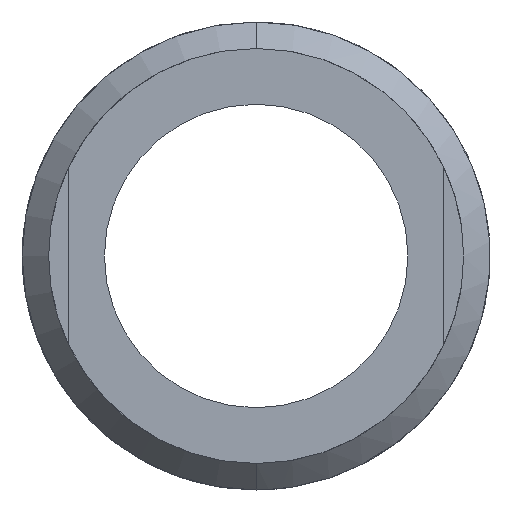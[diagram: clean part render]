
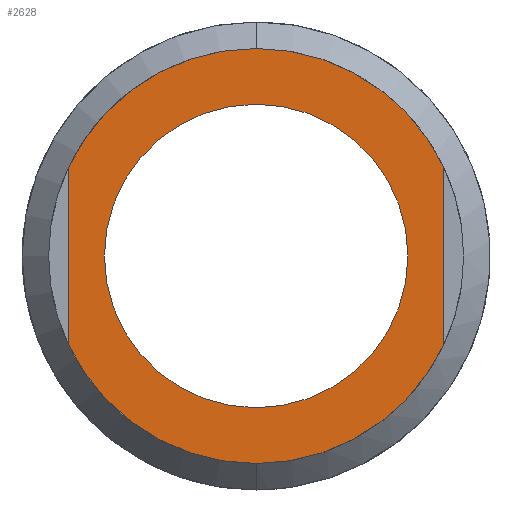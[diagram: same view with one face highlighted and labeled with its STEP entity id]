
A CAD part, left-side view. The second image highlights one B-rep face of the part: STEP entity #2628.
In plain terms, the highlighted planar face has unit normal (-1, 0, 0).
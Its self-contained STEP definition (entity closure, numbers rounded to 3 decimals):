
#30 = CIRCLE ( 'NONE', #2601, 18.8 ) ;
#31 = ORIENTED_EDGE ( 'NONE', *, *, #1727, .T. ) ;
#32 = VERTEX_POINT ( 'NONE', #354 ) ;
#53 = EDGE_CURVE ( 'NONE', #32, #887, #30, .T. ) ;
#80 = FACE_OUTER_BOUND ( 'NONE', #1768, .T. ) ;
#121 = DIRECTION ( 'NONE',  ( -1., 0., 0. ) ) ;
#139 = AXIS2_PLACEMENT_3D ( 'NONE', #331, #121, #2499 ) ;
#187 = DIRECTION ( 'NONE',  ( -1., 0., 0. ) ) ;
#192 = EDGE_CURVE ( 'NONE', #2479, #399, #522, .T. ) ;
#278 = CARTESIAN_POINT ( 'NONE',  ( -24., 0., 18.8 ) ) ;
#331 = CARTESIAN_POINT ( 'NONE',  ( -24., 0., 0. ) ) ;
#338 = CARTESIAN_POINT ( 'NONE',  ( -24., 0., 0. ) ) ;
#354 = CARTESIAN_POINT ( 'NONE',  ( -24., 17., -8.027 ) ) ;
#382 = CARTESIAN_POINT ( 'NONE',  ( -24., 0., 0. ) ) ;
#399 = VERTEX_POINT ( 'NONE', #278 ) ;
#452 = ORIENTED_EDGE ( 'NONE', *, *, #2045, .F. ) ;
#490 = ORIENTED_EDGE ( 'NONE', *, *, #2691, .T. ) ;
#522 = CIRCLE ( 'NONE', #1028, 18.8 ) ;
#548 = DIRECTION ( 'NONE',  ( 0., 0., 1. ) ) ;
#564 = ORIENTED_EDGE ( 'NONE', *, *, #1456, .T. ) ;
#688 = DIRECTION ( 'NONE',  ( 0., 0., 1. ) ) ;
#734 = CARTESIAN_POINT ( 'NONE',  ( -24., 0., 0. ) ) ;
#783 = CARTESIAN_POINT ( 'NONE',  ( -24., 17., -17.396 ) ) ;
#797 = DIRECTION ( 'NONE',  ( 0., 0., 1. ) ) ;
#843 = CARTESIAN_POINT ( 'NONE',  ( -24., 0., 13.75 ) ) ;
#856 = CARTESIAN_POINT ( 'NONE',  ( -24., -17., -17.396 ) ) ;
#887 = VERTEX_POINT ( 'NONE', #2487 ) ;
#910 = ORIENTED_EDGE ( 'NONE', *, *, #2136, .F. ) ;
#976 = PLANE ( 'NONE',  #1140 ) ;
#982 = DIRECTION ( 'NONE',  ( 0., 0., 1. ) ) ;
#992 = CARTESIAN_POINT ( 'NONE',  ( -24., 17., 8.027 ) ) ;
#1015 = AXIS2_PLACEMENT_3D ( 'NONE', #734, #1564, #688 ) ;
#1028 = AXIS2_PLACEMENT_3D ( 'NONE', #2100, #187, #1513 ) ;
#1140 = AXIS2_PLACEMENT_3D ( 'NONE', #1635, #1858, #2707 ) ;
#1152 = CIRCLE ( 'NONE', #1511, 13.75 ) ;
#1227 = DIRECTION ( 'NONE',  ( -1., 0., 0. ) ) ;
#1251 = CIRCLE ( 'NONE', #1015, 18.8 ) ;
#1300 = VECTOR ( 'NONE', #982, 1000. ) ;
#1374 = CIRCLE ( 'NONE', #139, 18.8 ) ;
#1386 = AXIS2_PLACEMENT_3D ( 'NONE', #338, #1455, #1414 ) ;
#1414 = DIRECTION ( 'NONE',  ( 0., 0., 1. ) ) ;
#1430 = DIRECTION ( 'NONE',  ( 0., 0., 1. ) ) ;
#1455 = DIRECTION ( 'NONE',  ( -1., 0., 0. ) ) ;
#1456 = EDGE_CURVE ( 'NONE', #887, #1580, #1251, .T. ) ;
#1511 = AXIS2_PLACEMENT_3D ( 'NONE', #382, #1227, #797 ) ;
#1513 = DIRECTION ( 'NONE',  ( 0., 0., 1. ) ) ;
#1564 = DIRECTION ( 'NONE',  ( -1., 0., 0. ) ) ;
#1580 = VERTEX_POINT ( 'NONE', #1593 ) ;
#1593 = CARTESIAN_POINT ( 'NONE',  ( -24., -17., -8.027 ) ) ;
#1635 = CARTESIAN_POINT ( 'NONE',  ( -24., 13.75, 0. ) ) ;
#1659 = CIRCLE ( 'NONE', #1386, 13.75 ) ;
#1715 = CARTESIAN_POINT ( 'NONE',  ( -24., -17., 8.027 ) ) ;
#1727 = EDGE_CURVE ( 'NONE', #1580, #2479, #2789, .T. ) ;
#1756 = ORIENTED_EDGE ( 'NONE', *, *, #2118, .F. ) ;
#1768 = EDGE_LOOP ( 'NONE', ( #31, #2309, #490, #452, #1907, #564 ) ) ;
#1792 = VERTEX_POINT ( 'NONE', #992 ) ;
#1849 = LINE ( 'NONE', #783, #1300 ) ;
#1858 = DIRECTION ( 'NONE',  ( 1., 0., 0. ) ) ;
#1872 = CARTESIAN_POINT ( 'NONE',  ( -24., 0., -13.75 ) ) ;
#1892 = VERTEX_POINT ( 'NONE', #1872 ) ;
#1907 = ORIENTED_EDGE ( 'NONE', *, *, #53, .T. ) ;
#2015 = VECTOR ( 'NONE', #548, 1000. ) ;
#2045 = EDGE_CURVE ( 'NONE', #32, #1792, #1849, .T. ) ;
#2100 = CARTESIAN_POINT ( 'NONE',  ( -24., 0., 0. ) ) ;
#2118 = EDGE_CURVE ( 'NONE', #2449, #1892, #1659, .T. ) ;
#2136 = EDGE_CURVE ( 'NONE', #1892, #2449, #1152, .T. ) ;
#2252 = FACE_BOUND ( 'NONE', #2614, .T. ) ;
#2270 = DIRECTION ( 'NONE',  ( -1., 0., 0. ) ) ;
#2309 = ORIENTED_EDGE ( 'NONE', *, *, #192, .T. ) ;
#2449 = VERTEX_POINT ( 'NONE', #843 ) ;
#2479 = VERTEX_POINT ( 'NONE', #1715 ) ;
#2487 = CARTESIAN_POINT ( 'NONE',  ( -24., 0., -18.8 ) ) ;
#2499 = DIRECTION ( 'NONE',  ( 0., 0., 1. ) ) ;
#2601 = AXIS2_PLACEMENT_3D ( 'NONE', #2683, #2270, #1430 ) ;
#2614 = EDGE_LOOP ( 'NONE', ( #1756, #910 ) ) ;
#2628 = ADVANCED_FACE ( 'NONE', ( #2252, #80 ), #976, .F. ) ;
#2683 = CARTESIAN_POINT ( 'NONE',  ( -24., 0., 0. ) ) ;
#2691 = EDGE_CURVE ( 'NONE', #399, #1792, #1374, .T. ) ;
#2707 = DIRECTION ( 'NONE',  ( 0., 0., -1. ) ) ;
#2789 = LINE ( 'NONE', #856, #2015 ) ;
